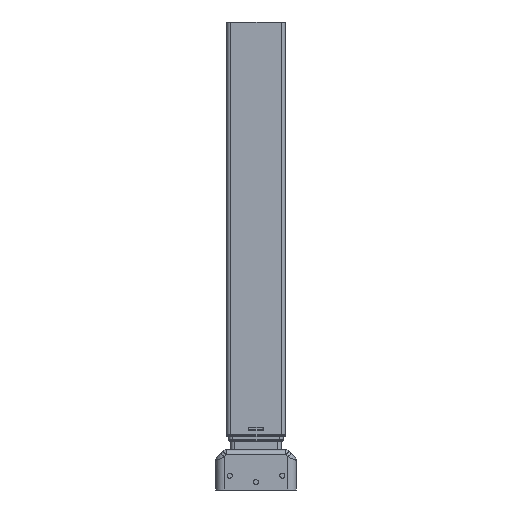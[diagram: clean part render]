
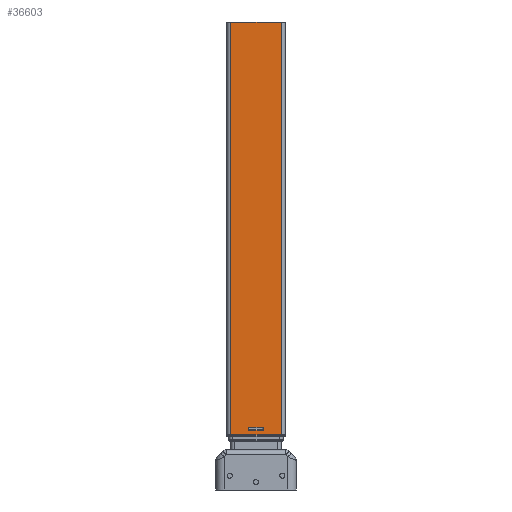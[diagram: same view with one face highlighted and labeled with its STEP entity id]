
A CAD part, left-side view. The second image highlights one B-rep face of the part: STEP entity #36603.
In plain terms, the highlighted planar face has unit normal (-1, 0, 0).
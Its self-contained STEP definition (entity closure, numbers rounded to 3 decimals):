
#414 = VERTEX_POINT ( 'NONE', #36500 ) ;
#1322 = AXIS2_PLACEMENT_3D ( 'NONE', #8025, #22198, #36261 ) ;
#1740 = EDGE_LOOP ( 'NONE', ( #2219, #25166, #28558, #8334 ) ) ;
#1875 = VERTEX_POINT ( 'NONE', #30528 ) ;
#2219 = ORIENTED_EDGE ( 'NONE', *, *, #32375, .F. ) ;
#2564 = CARTESIAN_POINT ( 'NONE',  ( -89.453, -26.057, 20.717 ) ) ;
#2647 = DIRECTION ( 'NONE',  ( 0., -1., 0. ) ) ;
#2765 = CARTESIAN_POINT ( 'NONE',  ( -89.453, -26.057, 17.083 ) ) ;
#2957 = ORIENTED_EDGE ( 'NONE', *, *, #5873, .F. ) ;
#3187 = CARTESIAN_POINT ( 'NONE',  ( -89.453, 34.943, 505.5 ) ) ;
#3562 = EDGE_LOOP ( 'NONE', ( #12732, #13144, #30040, #2957 ) ) ;
#3927 = DIRECTION ( 'NONE',  ( 0., 0., 1. ) ) ;
#4196 = FACE_BOUND ( 'NONE', #1740, .T. ) ;
#5074 = FACE_OUTER_BOUND ( 'NONE', #3562, .T. ) ;
#5873 = EDGE_CURVE ( 'NONE', #25216, #15530, #23191, .T. ) ;
#5904 = LINE ( 'NONE', #23593, #24115 ) ;
#6150 = CARTESIAN_POINT ( 'NONE',  ( -89.453, -26.057, 505.5 ) ) ;
#6639 = LINE ( 'NONE', #3187, #14228 ) ;
#8025 = CARTESIAN_POINT ( 'NONE',  ( -89.453, -26.057, 505.5 ) ) ;
#8334 = ORIENTED_EDGE ( 'NONE', *, *, #16925, .F. ) ;
#8876 = CARTESIAN_POINT ( 'NONE',  ( -89.453, 12.859, 17.083 ) ) ;
#9878 = CARTESIAN_POINT ( 'NONE',  ( -89.453, 34.943, 505.5 ) ) ;
#10531 = LINE ( 'NONE', #25752, #32772 ) ;
#12078 = DIRECTION ( 'NONE',  ( 0., 0., -1. ) ) ;
#12732 = ORIENTED_EDGE ( 'NONE', *, *, #24901, .F. ) ;
#13144 = ORIENTED_EDGE ( 'NONE', *, *, #16661, .F. ) ;
#13480 = VECTOR ( 'NONE', #3927, 1000. ) ;
#13604 = CARTESIAN_POINT ( 'NONE',  ( -89.453, 34.943, 505.5 ) ) ;
#14228 = VECTOR ( 'NONE', #25906, 1000. ) ;
#14470 = VECTOR ( 'NONE', #31166, 1000. ) ;
#14501 = VERTEX_POINT ( 'NONE', #16459 ) ;
#14611 = DIRECTION ( 'NONE',  ( 0., 0., 1. ) ) ;
#15530 = VERTEX_POINT ( 'NONE', #13604 ) ;
#15566 = VECTOR ( 'NONE', #18076, 1000. ) ;
#16250 = CARTESIAN_POINT ( 'NONE',  ( -89.453, -26.057, 505.5 ) ) ;
#16459 = CARTESIAN_POINT ( 'NONE',  ( -89.453, 12.859, 20.717 ) ) ;
#16476 = EDGE_CURVE ( 'NONE', #29969, #14501, #26449, .T. ) ;
#16661 = EDGE_CURVE ( 'NONE', #25663, #1875, #34948, .T. ) ;
#16925 = EDGE_CURVE ( 'NONE', #30571, #414, #27305, .T. ) ;
#17302 = LINE ( 'NONE', #32616, #15566 ) ;
#18076 = DIRECTION ( 'NONE',  ( 0., 1., 0. ) ) ;
#19056 = EDGE_CURVE ( 'NONE', #25663, #15530, #6639, .T. ) ;
#19120 = CARTESIAN_POINT ( 'NONE',  ( -89.453, -3.974, 20.717 ) ) ;
#19817 = VECTOR ( 'NONE', #29243, 1000. ) ;
#22198 = DIRECTION ( 'NONE',  ( 1., 0., 0. ) ) ;
#22450 = VECTOR ( 'NONE', #2647, 1000. ) ;
#23191 = LINE ( 'NONE', #9878, #13480 ) ;
#23593 = CARTESIAN_POINT ( 'NONE',  ( -89.453, 12.859, 505.5 ) ) ;
#24115 = VECTOR ( 'NONE', #12078, 1000. ) ;
#24901 = EDGE_CURVE ( 'NONE', #1875, #25216, #17302, .T. ) ;
#25166 = ORIENTED_EDGE ( 'NONE', *, *, #16476, .F. ) ;
#25216 = VERTEX_POINT ( 'NONE', #33571 ) ;
#25663 = VERTEX_POINT ( 'NONE', #16250 ) ;
#25752 = CARTESIAN_POINT ( 'NONE',  ( -89.453, -3.974, 505.5 ) ) ;
#25906 = DIRECTION ( 'NONE',  ( 0., 1., 0. ) ) ;
#26449 = LINE ( 'NONE', #2564, #14470 ) ;
#27305 = LINE ( 'NONE', #2765, #22450 ) ;
#28558 = ORIENTED_EDGE ( 'NONE', *, *, #35186, .F. ) ;
#29243 = DIRECTION ( 'NONE',  ( 0., 0., -1. ) ) ;
#29969 = VERTEX_POINT ( 'NONE', #19120 ) ;
#30040 = ORIENTED_EDGE ( 'NONE', *, *, #19056, .T. ) ;
#30528 = CARTESIAN_POINT ( 'NONE',  ( -89.453, -26.057, 11.55 ) ) ;
#30571 = VERTEX_POINT ( 'NONE', #8876 ) ;
#31166 = DIRECTION ( 'NONE',  ( 0., 1., 0. ) ) ;
#32375 = EDGE_CURVE ( 'NONE', #14501, #30571, #5904, .T. ) ;
#32616 = CARTESIAN_POINT ( 'NONE',  ( -89.453, -26.057, 11.55 ) ) ;
#32772 = VECTOR ( 'NONE', #14611, 1000. ) ;
#33571 = CARTESIAN_POINT ( 'NONE',  ( -89.453, 34.943, 11.55 ) ) ;
#33641 = PLANE ( 'NONE',  #1322 ) ;
#34948 = LINE ( 'NONE', #6150, #19817 ) ;
#35186 = EDGE_CURVE ( 'NONE', #414, #29969, #10531, .T. ) ;
#36261 = DIRECTION ( 'NONE',  ( 0., 0., 1. ) ) ;
#36500 = CARTESIAN_POINT ( 'NONE',  ( -89.453, -3.974, 17.083 ) ) ;
#36603 = ADVANCED_FACE ( 'NONE', ( #4196, #5074 ), #33641, .F. ) ;
